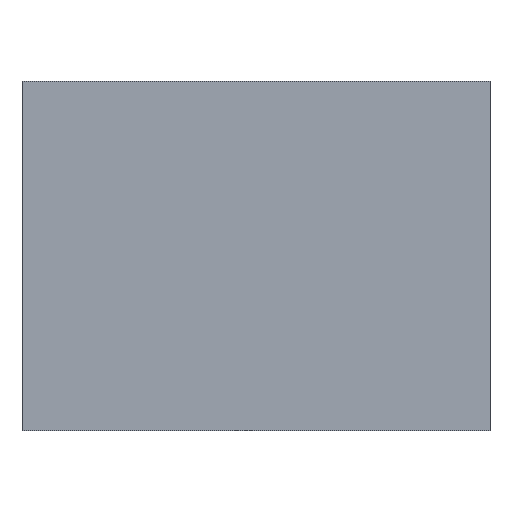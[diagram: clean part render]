
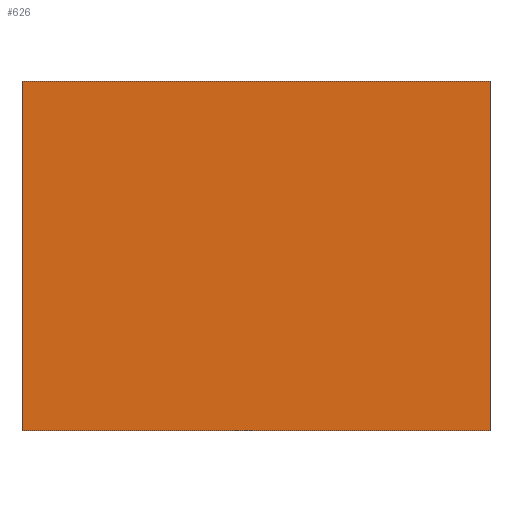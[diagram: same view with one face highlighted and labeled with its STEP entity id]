
A CAD part, front view. The second image highlights one B-rep face of the part: STEP entity #626.
In plain terms, the highlighted planar face has unit normal (0, -1, 0).
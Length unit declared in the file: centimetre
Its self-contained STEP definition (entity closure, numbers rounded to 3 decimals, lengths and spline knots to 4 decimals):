
#90=FACE_OUTER_BOUND('',#131,.T.);
#131=EDGE_LOOP('',(#440,#441,#442,#443));
#168=LINE('',#954,#220);
#172=LINE('',#962,#224);
#175=LINE('',#968,#227);
#178=LINE('',#973,#230);
#220=VECTOR('',#746,0.25);
#224=VECTOR('',#752,0.335);
#227=VECTOR('',#757,0.25);
#230=VECTOR('',#762,0.335);
#272=VERTEX_POINT('',#952);
#273=VERTEX_POINT('',#953);
#276=VERTEX_POINT('',#961);
#278=VERTEX_POINT('',#967);
#328=EDGE_CURVE('',#272,#273,#168,.T.);
#332=EDGE_CURVE('',#273,#276,#172,.T.);
#335=EDGE_CURVE('',#276,#278,#175,.T.);
#338=EDGE_CURVE('',#278,#272,#178,.T.);
#440=ORIENTED_EDGE('',*,*,#338,.T.);
#441=ORIENTED_EDGE('',*,*,#328,.T.);
#442=ORIENTED_EDGE('',*,*,#332,.T.);
#443=ORIENTED_EDGE('',*,*,#335,.T.);
#609=PLANE('',#670);
#626=ADVANCED_FACE('',(#90),#609,.F.);
#670=AXIS2_PLACEMENT_3D('',#976,#766,#767);
#746=DIRECTION('',(0.,0.,-1.));
#752=DIRECTION('',(1.,0.,0.));
#757=DIRECTION('',(0.,0.,1.));
#762=DIRECTION('',(-1.,0.,0.));
#766=DIRECTION('center_axis',(0.,1.,0.));
#767=DIRECTION('ref_axis',(1.,0.,0.));
#952=CARTESIAN_POINT('',(-0.108,0.,0.125));
#953=CARTESIAN_POINT('',(-0.108,0.,-0.125));
#954=CARTESIAN_POINT('',(-0.108,0.,0.125));
#961=CARTESIAN_POINT('',(0.227,0.,-0.125));
#962=CARTESIAN_POINT('',(-0.108,0.,-0.125));
#967=CARTESIAN_POINT('',(0.227,0.,0.125));
#968=CARTESIAN_POINT('',(0.227,0.,-0.125));
#973=CARTESIAN_POINT('',(0.227,0.,0.125));
#976=CARTESIAN_POINT('Origin',(0.0595,0.,0.));
